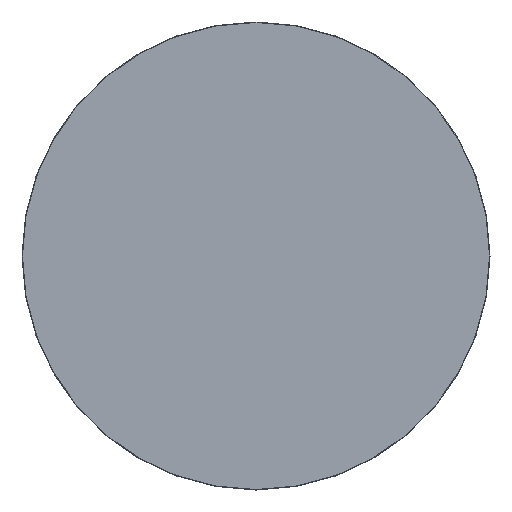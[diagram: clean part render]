
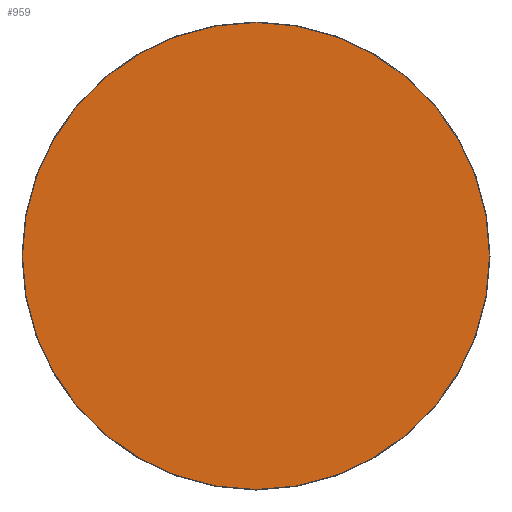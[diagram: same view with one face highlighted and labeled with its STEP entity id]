
A CAD part, left-side view. The second image highlights one B-rep face of the part: STEP entity #959.
In plain terms, the highlighted planar face has unit normal (-1, 0, 0).
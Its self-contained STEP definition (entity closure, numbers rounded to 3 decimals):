
#516 = EDGE_LOOP ( 'NONE', ( #1423, #621 ) ) ;
#564 = EDGE_CURVE ( 'NONE', #1450, #1706, #1514, .T. ) ;
#621 = ORIENTED_EDGE ( 'NONE', *, *, #894, .T. ) ;
#684 = DIRECTION ( 'NONE',  ( 0., 0., 1. ) ) ;
#751 = DIRECTION ( 'NONE',  ( 1., 0., 0. ) ) ;
#781 = DIRECTION ( 'NONE',  ( -1., 0., 0. ) ) ;
#826 = AXIS2_PLACEMENT_3D ( 'NONE', #1936, #1177, #684 ) ;
#894 = EDGE_CURVE ( 'NONE', #1706, #1450, #1222, .T. ) ;
#916 = CARTESIAN_POINT ( 'NONE',  ( 0., 0., -149.7 ) ) ;
#917 = DIRECTION ( 'NONE',  ( 0., 0., 1. ) ) ;
#959 = ADVANCED_FACE ( 'NONE', ( #1025 ), #1530, .F. ) ;
#1025 = FACE_OUTER_BOUND ( 'NONE', #516, .T. ) ;
#1177 = DIRECTION ( 'NONE',  ( -1., 0., 0. ) ) ;
#1203 = AXIS2_PLACEMENT_3D ( 'NONE', #1703, #781, #917 ) ;
#1222 = CIRCLE ( 'NONE', #826, 149.7 ) ;
#1303 = CARTESIAN_POINT ( 'NONE',  ( 0., 0., 149.7 ) ) ;
#1360 = DIRECTION ( 'NONE',  ( 0., 0., -1. ) ) ;
#1404 = AXIS2_PLACEMENT_3D ( 'NONE', #1660, #751, #1360 ) ;
#1423 = ORIENTED_EDGE ( 'NONE', *, *, #564, .T. ) ;
#1450 = VERTEX_POINT ( 'NONE', #916 ) ;
#1514 = CIRCLE ( 'NONE', #1203, 149.7 ) ;
#1530 = PLANE ( 'NONE',  #1404 ) ;
#1660 = CARTESIAN_POINT ( 'NONE',  ( 0., 0., 0. ) ) ;
#1703 = CARTESIAN_POINT ( 'NONE',  ( 0., 0., 0. ) ) ;
#1706 = VERTEX_POINT ( 'NONE', #1303 ) ;
#1936 = CARTESIAN_POINT ( 'NONE',  ( 0., 0., 0. ) ) ;
